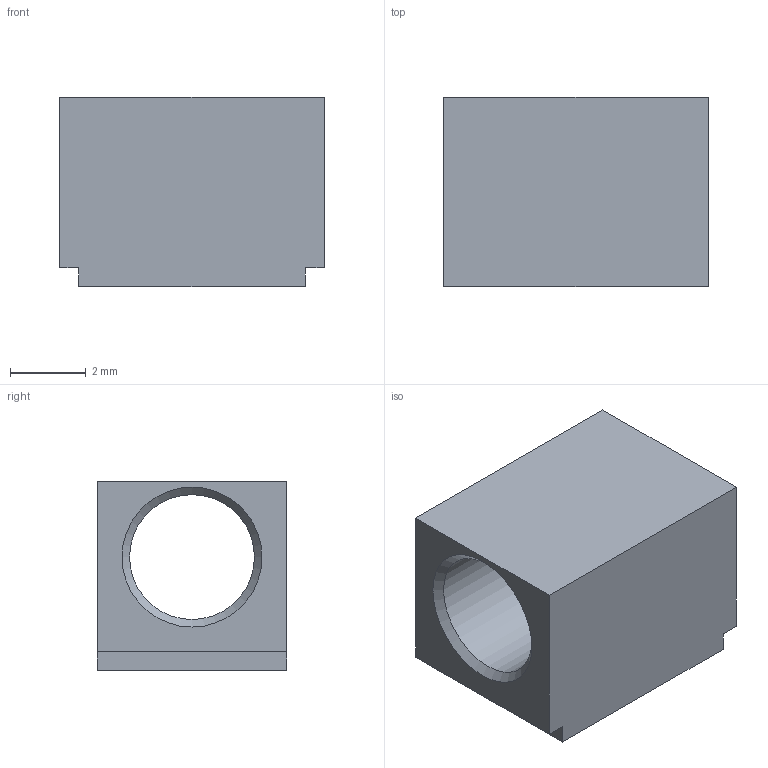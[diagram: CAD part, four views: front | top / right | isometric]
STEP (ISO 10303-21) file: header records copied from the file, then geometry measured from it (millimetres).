
FILE_DESCRIPTION(('FreeCAD Model'),'2;1');
FILE_NAME('Open CASCADE Shape Model','2024-10-16T02:54:16',( 'kicad StepUp'),('ksu MCAD'),'Open CASCADE STEP processor 7.8', 'FreeCAD','Unknown');
FILE_SCHEMA(('AUTOMOTIVE_DESIGN { 1 0 10303 214 1 1 1 1 }'));
Length unit declared in the file: millimetre
Products named in the file (1): Mounting_Wuerth_WA-SMRA-D3.3mm_L7mm_7466300R_Horizontal
Bounding box: 7 x 5 x 5 mm (x, y, z)
Volume: 112.2 mm3; surface area: 242.1 mm2
Topology: 1 solids, 1 shells, 13 faces, 31 edges, 20 vertices
Faces by surface type: plane 10, cone 2, cylinder 1
Full cylindrical faces by diameter (mm): 3.3 x1
Entity records: 399 total; most frequent: CARTESIAN_POINT 65, DIRECTION 63, ORIENTED_EDGE 62, EDGE_CURVE 31, LINE 27, VECTOR 27, VERTEX_POINT 20, AXIS2_PLACEMENT_3D 18
